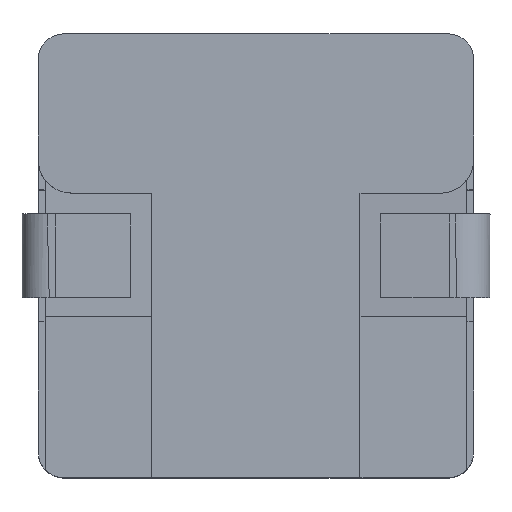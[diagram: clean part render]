
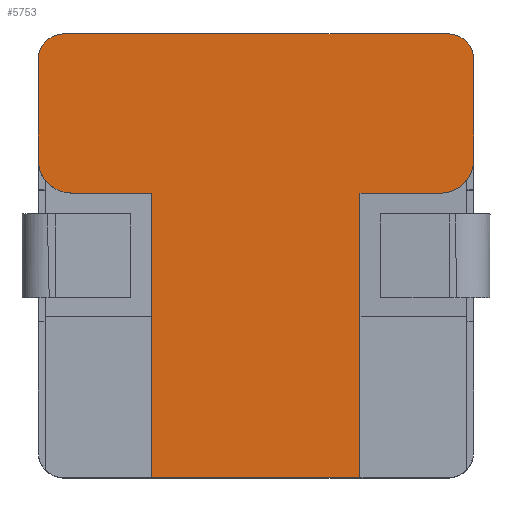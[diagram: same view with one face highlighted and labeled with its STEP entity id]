
A CAD part, top view. The second image highlights one B-rep face of the part: STEP entity #5753.
In plain terms, the highlighted planar face has unit normal (0, 0, 1).
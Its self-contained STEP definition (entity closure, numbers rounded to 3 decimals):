
#33=CIRCLE('',#5984,0.7);
#34=CIRCLE('',#5985,0.7);
#47=(
BOUNDED_CURVE()
B_SPLINE_CURVE(3,(#7624,#7625,#7626,#7627),.CIRCULAR_ARC.,.F.,.F.)
B_SPLINE_CURVE_WITH_KNOTS((4,4),(0.,1.),.UNSPECIFIED.)
CURVE()
GEOMETRIC_REPRESENTATION_ITEM()
RATIONAL_B_SPLINE_CURVE((1.,0.805,0.805,1.))
REPRESENTATION_ITEM('')
);
#50=(
BOUNDED_CURVE()
B_SPLINE_CURVE(3,(#7729,#7730,#7731,#7732),.CIRCULAR_ARC.,.F.,.F.)
B_SPLINE_CURVE_WITH_KNOTS((4,4),(0.,1.),.UNSPECIFIED.)
CURVE()
GEOMETRIC_REPRESENTATION_ITEM()
RATIONAL_B_SPLINE_CURVE((1.,0.805,0.805,1.))
REPRESENTATION_ITEM('')
);
#547=ORIENTED_EDGE('',*,*,#1670,.F.);
#548=ORIENTED_EDGE('',*,*,#1671,.T.);
#549=ORIENTED_EDGE('',*,*,#1672,.F.);
#550=ORIENTED_EDGE('',*,*,#1673,.T.);
#551=ORIENTED_EDGE('',*,*,#1674,.F.);
#552=ORIENTED_EDGE('',*,*,#1624,.F.);
#553=ORIENTED_EDGE('',*,*,#1600,.F.);
#554=ORIENTED_EDGE('',*,*,#1644,.F.);
#555=ORIENTED_EDGE('',*,*,#1675,.F.);
#556=ORIENTED_EDGE('',*,*,#1646,.F.);
#557=ORIENTED_EDGE('',*,*,#1597,.F.);
#558=ORIENTED_EDGE('',*,*,#1669,.F.);
#1597=EDGE_CURVE('',#2193,#2192,#2599,.T.);
#1600=EDGE_CURVE('',#2195,#2194,#2602,.T.);
#1624=EDGE_CURVE('',#2194,#2210,#47,.T.);
#1644=EDGE_CURVE('',#2222,#2195,#2632,.T.);
#1646=EDGE_CURVE('',#2192,#2223,#2634,.T.);
#1669=EDGE_CURVE('',#2235,#2193,#50,.T.);
#1670=EDGE_CURVE('',#2236,#2235,#2654,.T.);
#1671=EDGE_CURVE('',#2236,#2237,#33,.T.);
#1672=EDGE_CURVE('',#2238,#2237,#2655,.T.);
#1673=EDGE_CURVE('',#2238,#2239,#34,.T.);
#1674=EDGE_CURVE('',#2210,#2239,#2656,.T.);
#1675=EDGE_CURVE('',#2223,#2222,#2657,.T.);
#2192=VERTEX_POINT('',#7346);
#2193=VERTEX_POINT('',#7348);
#2194=VERTEX_POINT('',#7352);
#2195=VERTEX_POINT('',#7354);
#2210=VERTEX_POINT('',#7628);
#2222=VERTEX_POINT('',#7670);
#2223=VERTEX_POINT('',#7674);
#2235=VERTEX_POINT('',#7728);
#2236=VERTEX_POINT('',#7735);
#2237=VERTEX_POINT('',#7737);
#2238=VERTEX_POINT('',#7739);
#2239=VERTEX_POINT('',#7741);
#2599=LINE('',#7349,#3018);
#2602=LINE('',#7355,#3021);
#2632=LINE('',#7669,#3051);
#2634=LINE('',#7673,#3053);
#2654=LINE('',#7734,#3073);
#2655=LINE('',#7738,#3074);
#2656=LINE('',#7742,#3075);
#2657=LINE('',#7743,#3076);
#3018=VECTOR('',#6250,1000.);
#3021=VECTOR('',#6255,1000.);
#3051=VECTOR('',#6311,1000.);
#3053=VECTOR('',#6315,1000.);
#3073=VECTOR('',#6355,1000.);
#3074=VECTOR('',#6358,1000.);
#3075=VECTOR('',#6361,1000.);
#3076=VECTOR('',#6362,1000.);
#3431=EDGE_LOOP('',(#547,#548,#549,#550,#551,#552,#553,#554,#555,#556,#557,
#558));
#3688=FACE_BOUND('',#3431,.T.);
#3926=PLANE('',#5983);
#5753=ADVANCED_FACE('',(#3688),#3926,.F.);
#5983=AXIS2_PLACEMENT_3D('',#7733,#6353,#6354);
#5984=AXIS2_PLACEMENT_3D('',#7736,#6356,#6357);
#5985=AXIS2_PLACEMENT_3D('',#7740,#6359,#6360);
#6250=DIRECTION('',(-1.,0.,0.));
#6255=DIRECTION('',(-1.,0.,0.));
#6311=DIRECTION('',(0.,1.,0.));
#6315=DIRECTION('',(0.,-1.,0.));
#6353=DIRECTION('',(0.,0.,-1.));
#6354=DIRECTION('',(0.,1.,0.));
#6355=DIRECTION('',(0.,-1.,0.));
#6356=DIRECTION('',(0.,0.,1.));
#6357=DIRECTION('',(1.,0.,0.));
#6358=DIRECTION('',(1.,0.,0.));
#6359=DIRECTION('',(0.,0.,1.));
#6360=DIRECTION('',(0.,1.,0.));
#6361=DIRECTION('',(0.,1.,0.));
#6362=DIRECTION('',(-1.,0.,0.));
#7346=CARTESIAN_POINT('',(2.862,1.721,8.38));
#7348=CARTESIAN_POINT('',(5.051,1.721,8.38));
#7349=CARTESIAN_POINT('',(5.051,1.721,8.38));
#7352=CARTESIAN_POINT('',(-5.051,1.721,8.38));
#7354=CARTESIAN_POINT('',(-2.862,1.721,8.38));
#7355=CARTESIAN_POINT('',(-2.432,1.721,8.38));
#7624=CARTESIAN_POINT('',(-5.051,1.721,8.38));
#7625=CARTESIAN_POINT('',(-5.599,1.721,8.38));
#7626=CARTESIAN_POINT('',(-5.986,2.096,8.38));
#7627=CARTESIAN_POINT('',(-5.986,2.626,8.38));
#7628=CARTESIAN_POINT('',(-5.986,2.626,8.38));
#7669=CARTESIAN_POINT('',(-2.862,-5.796,8.38));
#7670=CARTESIAN_POINT('',(-2.862,-6.103,8.38));
#7673=CARTESIAN_POINT('',(2.862,1.721,8.38));
#7674=CARTESIAN_POINT('',(2.862,-6.103,8.38));
#7728=CARTESIAN_POINT('',(5.986,2.626,8.38));
#7729=CARTESIAN_POINT('',(5.986,2.626,8.38));
#7730=CARTESIAN_POINT('',(5.986,2.096,8.38));
#7731=CARTESIAN_POINT('',(5.599,1.721,8.38));
#7732=CARTESIAN_POINT('',(5.051,1.721,8.38));
#7733=CARTESIAN_POINT('',(-5.051,2.626,8.38));
#7734=CARTESIAN_POINT('',(5.986,2.626,8.38));
#7735=CARTESIAN_POINT('',(5.986,5.403,8.38));
#7736=CARTESIAN_POINT('',(5.286,5.403,8.38));
#7737=CARTESIAN_POINT('',(5.286,6.103,8.38));
#7738=CARTESIAN_POINT('',(5.051,6.103,8.38));
#7739=CARTESIAN_POINT('',(-5.286,6.103,8.38));
#7740=CARTESIAN_POINT('',(-5.286,5.403,8.38));
#7741=CARTESIAN_POINT('',(-5.986,5.403,8.38));
#7742=CARTESIAN_POINT('',(-5.986,4.89,8.38));
#7743=CARTESIAN_POINT('',(-4.864,-6.103,8.38));
